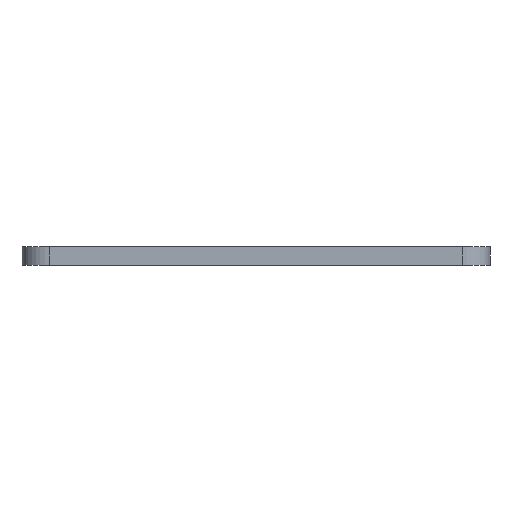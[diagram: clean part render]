
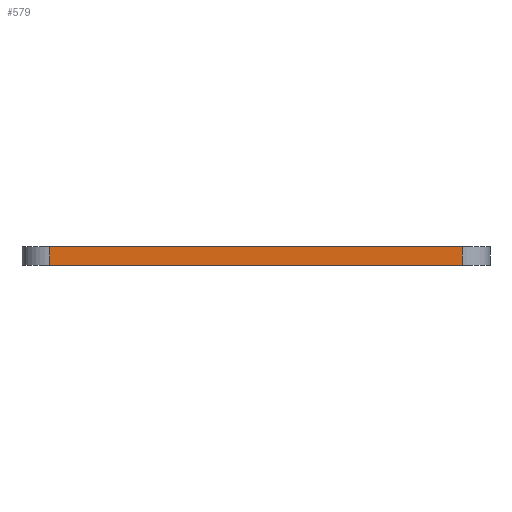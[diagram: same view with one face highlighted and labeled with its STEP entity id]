
A CAD part, left-side view. The second image highlights one B-rep face of the part: STEP entity #579.
In plain terms, the highlighted planar face has unit normal (-1, 0, 0).
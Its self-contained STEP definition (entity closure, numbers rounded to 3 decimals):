
#22 = VERTEX_POINT ( 'NONE', #620 ) ;
#65 = DIRECTION ( 'NONE',  ( 0., 0., -1. ) ) ;
#85 = CARTESIAN_POINT ( 'NONE',  ( -61.205, 0., 10. ) ) ;
#120 = CARTESIAN_POINT ( 'NONE',  ( -61.205, -16.459, 10. ) ) ;
#280 = CARTESIAN_POINT ( 'NONE',  ( -61.205, -16.459, 10. ) ) ;
#397 = EDGE_LOOP ( 'NONE', ( #985, #1620, #1016, #1744 ) ) ;
#437 = CARTESIAN_POINT ( 'NONE',  ( -61.205, 208.541, 10. ) ) ;
#559 = VERTEX_POINT ( 'NONE', #280 ) ;
#576 = EDGE_CURVE ( 'NONE', #1506, #559, #1619, .T. ) ;
#579 = ADVANCED_FACE ( 'NONE', ( #781 ), #1261, .F. ) ;
#620 = CARTESIAN_POINT ( 'NONE',  ( -61.205, 208.541, 0. ) ) ;
#647 = CARTESIAN_POINT ( 'NONE',  ( -61.205, 0., 0. ) ) ;
#683 = LINE ( 'NONE', #1360, #878 ) ;
#752 = CARTESIAN_POINT ( 'NONE',  ( -61.205, -16.459, 0. ) ) ;
#760 = EDGE_CURVE ( 'NONE', #22, #1506, #1856, .T. ) ;
#773 = VECTOR ( 'NONE', #65, 1000. ) ;
#781 = FACE_OUTER_BOUND ( 'NONE', #397, .T. ) ;
#795 = VERTEX_POINT ( 'NONE', #1773 ) ;
#878 = VECTOR ( 'NONE', #1723, 1000. ) ;
#897 = DIRECTION ( 'NONE',  ( 0., 0., 1. ) ) ;
#985 = ORIENTED_EDGE ( 'NONE', *, *, #1958, .F. ) ;
#997 = VECTOR ( 'NONE', #1319, 1000. ) ;
#1016 = ORIENTED_EDGE ( 'NONE', *, *, #760, .T. ) ;
#1261 = PLANE ( 'NONE',  #1894 ) ;
#1319 = DIRECTION ( 'NONE',  ( 0., -1., 0. ) ) ;
#1360 = CARTESIAN_POINT ( 'NONE',  ( -61.205, 0., 10. ) ) ;
#1506 = VERTEX_POINT ( 'NONE', #752 ) ;
#1562 = LINE ( 'NONE', #437, #773 ) ;
#1619 = LINE ( 'NONE', #120, #1661 ) ;
#1620 = ORIENTED_EDGE ( 'NONE', *, *, #1704, .T. ) ;
#1661 = VECTOR ( 'NONE', #897, 1000. ) ;
#1704 = EDGE_CURVE ( 'NONE', #795, #22, #1562, .T. ) ;
#1723 = DIRECTION ( 'NONE',  ( 0., -1., 0. ) ) ;
#1744 = ORIENTED_EDGE ( 'NONE', *, *, #576, .T. ) ;
#1773 = CARTESIAN_POINT ( 'NONE',  ( -61.205, 208.541, 10. ) ) ;
#1856 = LINE ( 'NONE', #647, #997 ) ;
#1894 = AXIS2_PLACEMENT_3D ( 'NONE', #85, #2123, #1925 ) ;
#1925 = DIRECTION ( 'NONE',  ( 0., 1., 0. ) ) ;
#1958 = EDGE_CURVE ( 'NONE', #795, #559, #683, .T. ) ;
#2123 = DIRECTION ( 'NONE',  ( 1., 0., 0. ) ) ;
